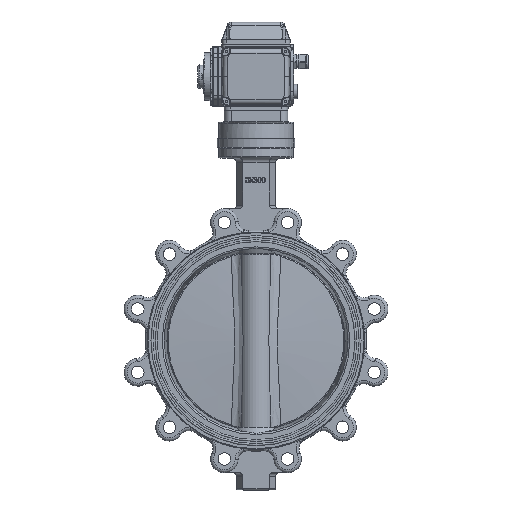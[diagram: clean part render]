
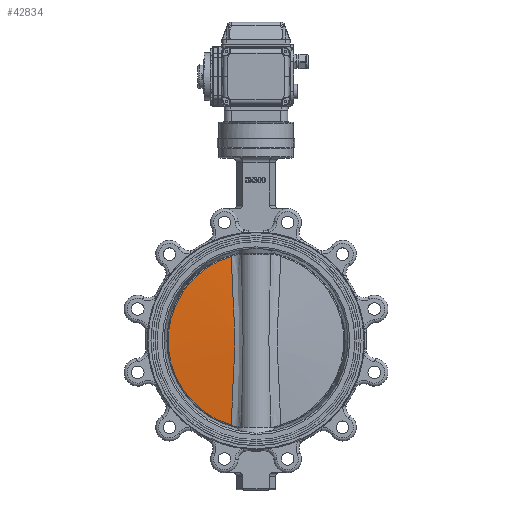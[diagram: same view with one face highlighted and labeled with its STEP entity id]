
A CAD part, top view. The second image highlights one B-rep face of the part: STEP entity #42834.
In plain terms, the highlighted conical face has half-angle 86.5 degrees and reference radius 148.775 mm.
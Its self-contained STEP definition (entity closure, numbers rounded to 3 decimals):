
#562=CONICAL_SURFACE('',#46624,148.775,1.51);
#1456=B_SPLINE_CURVE_WITH_KNOTS('',3,(#70281,#70282,#70283,#70284,#70285,
#70286,#70287,#70288,#70289,#70290,#70291,#70292,#70293),.UNSPECIFIED.,
 .F.,.F.,(4,1,1,1,1,1,1,1,1,1,4),(0.002,0.037,
0.072,0.108,0.125,0.143,
0.161,0.179,0.214,0.249,
0.285),.UNSPECIFIED.);
#11395=ORIENTED_EDGE('',*,*,#23153,.T.);
#11396=ORIENTED_EDGE('',*,*,#23154,.T.);
#23153=EDGE_CURVE('',#29189,#29190,#1456,.T.);
#23154=EDGE_CURVE('',#29190,#29189,#33192,.F.);
#29189=VERTEX_POINT('',#70294);
#29190=VERTEX_POINT('',#70295);
#33192=CIRCLE('',#46625,147.288);
#35615=EDGE_LOOP('',(#11395,#11396));
#38779=FACE_BOUND('',#35615,.T.);
#42834=ADVANCED_FACE('',(#38779),#562,.T.);
#46624=AXIS2_PLACEMENT_3D('',#70280,#52808,#52809);
#46625=AXIS2_PLACEMENT_3D('',#70296,#52810,#52811);
#52808=DIRECTION('',(0.,1.,0.));
#52809=DIRECTION('',(0.,0.,1.));
#52810=DIRECTION('',(0.,1.,0.));
#52811=DIRECTION('',(0.,0.,1.));
#70280=CARTESIAN_POINT('',(0.,-4.75,0.));
#70281=CARTESIAN_POINT('',(-41.335,-4.841,-141.369));
#70282=CARTESIAN_POINT('',(-40.896,-5.54,-129.593));
#70283=CARTESIAN_POINT('',(-39.966,-6.929,-106.042));
#70284=CARTESIAN_POINT('',(-38.406,-8.951,-70.721));
#70285=CARTESIAN_POINT('',(-36.945,-10.522,-41.283));
#70286=CARTESIAN_POINT('',(-35.834,-11.467,-17.724));
#70287=CARTESIAN_POINT('',(-35.391,-11.78,-0.015));
#70288=CARTESIAN_POINT('',(-35.833,-11.468,17.694));
#70289=CARTESIAN_POINT('',(-36.944,-10.523,41.261));
#70290=CARTESIAN_POINT('',(-38.405,-8.952,70.705));
#70291=CARTESIAN_POINT('',(-39.965,-6.93,106.034));
#70292=CARTESIAN_POINT('',(-40.896,-5.54,129.59));
#70293=CARTESIAN_POINT('',(-41.335,-4.841,141.369));
#70294=CARTESIAN_POINT('',(-41.335,-4.841,-141.369));
#70295=CARTESIAN_POINT('',(-41.335,-4.841,141.369));
#70296=CARTESIAN_POINT('',(0.,-4.841,0.));
